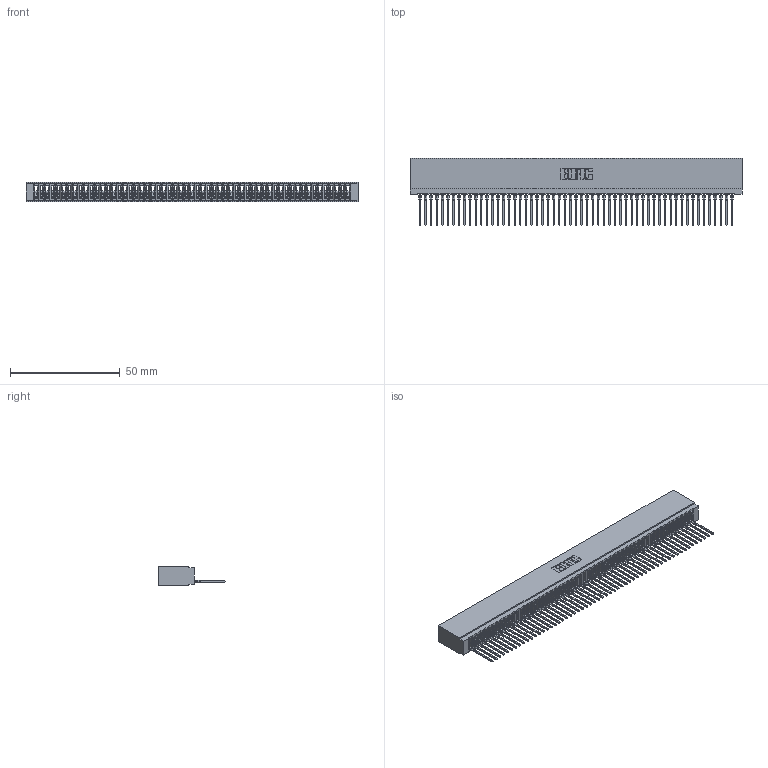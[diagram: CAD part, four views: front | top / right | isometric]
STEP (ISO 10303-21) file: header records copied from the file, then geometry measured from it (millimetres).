
FILE_DESCRIPTION (( 'STEP AP203' ), '1' );
FILE_NAME ('745-057-540-101.STEP', '2026-02-25T23:03:45', ( '' ), ( '' ), 'SwSTEP 2.0', 'SolidWorks 2023', '' );
FILE_SCHEMA (( 'CONFIG_CONTROL_DESIGN' ));
Length unit declared in the file: millimetre
Products named in the file (3): 745-292-001_540; 745-057-540-101; 745 Part_Insulator Option - 01
Assembly tree (58 placements, depth 2):
  745-057-540-101
    745 Part_Insulator Option - 01
    745-292-001_540  x57
Bounding box: 151.38 x 30.62 x 8.89 mm (x, y, z)
Volume: 13152.9 mm3; surface area: 25429.1 mm2
Topology: 58 solids, 58 shells, 6479 faces, 17814 edges, 11230 vertices
Faces by surface type: plane 3874, bspline 1140, cylinder 1123, torus 342
Entity records: 92089 total; most frequent: CARTESIAN_POINT 16730, ORIENTED_EDGE 16252, DIRECTION 14070, EDGE_CURVE 8126, LINE 7602, VECTOR 7602, VERTEX_POINT 5182, AXIS2_PLACEMENT_3D 3234
